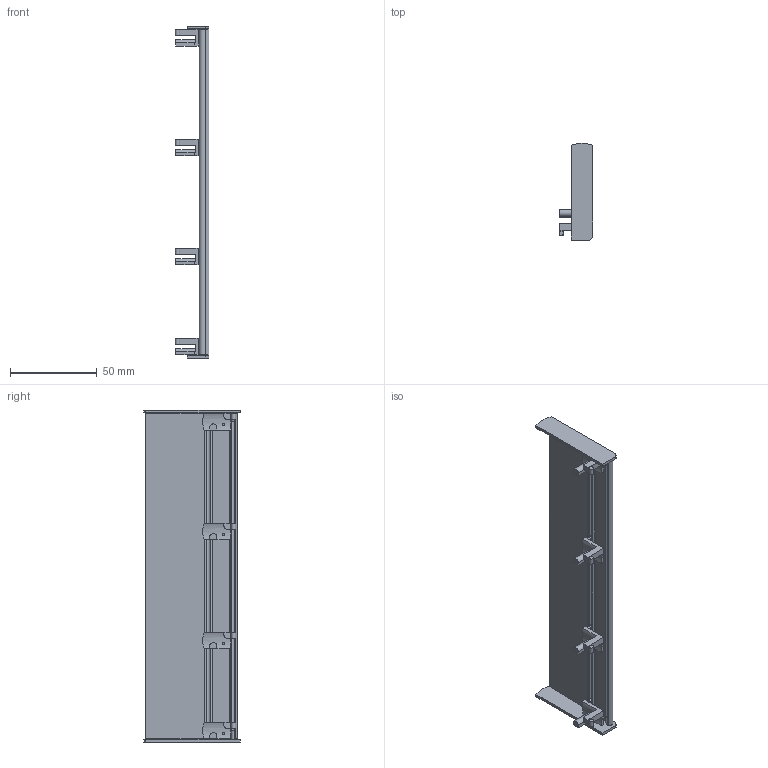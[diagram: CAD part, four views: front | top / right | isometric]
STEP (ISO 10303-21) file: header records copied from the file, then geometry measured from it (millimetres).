
FILE_DESCRIPTION(/* description */ ('STEP AP214'),/* implementation_level */ '2;1');
FILE_NAME(/* name */ '565586_ASCF-H-L2-18V',/* time_stamp */ '2024-08-05T14:35:31+02:00',/* author */ ('License CC BY-ND 4.0'),/* organization */ ('CADENAS'),/* preprocessor_version */ 'ST-DEVELOPER v19.3',/* originating_system */ 'PARTsolutions',/* authorisation */ ' ');
FILE_SCHEMA (('AUTOMOTIVE_DESIGN {1 0 10303 214 3 1 1}'));
Length unit declared in the file: millimetre
Products named in the file (5): 565586 ASCF-H-L2-18V; 565586 ASCF-H-L2-18V---(T); 739765 ASCF-H-L2---(H); 739766 ASCF-S-R---(S); 739765 ASCF-S-L---(S)
Assembly tree (7 placements, depth 2):
  565586 ASCF-H-L2-18V
    565586 ASCF-H-L2-18V---(T)
    739765 ASCF-H-L2---(H)  x4
    739766 ASCF-S-R---(S)
    739765 ASCF-S-L---(S)
Bounding box: 19.65 x 55.85 x 191.9 mm (x, y, z)
Volume: 26206.2 mm3; surface area: 47199.2 mm2
Topology: 7 solids, 7 shells, 156 faces, 420 edges, 280 vertices
Faces by surface type: plane 92, cylinder 64
Full cylindrical faces by diameter (mm): 1.4 x4, 2.7 x2
Entity records: 2466 total; most frequent: CARTESIAN_POINT 425, DIRECTION 416, ORIENTED_EDGE 384, EDGE_CURVE 192, AXIS2_PLACEMENT_3D 144, VERTEX_POINT 130, LINE 128, VECTOR 128
